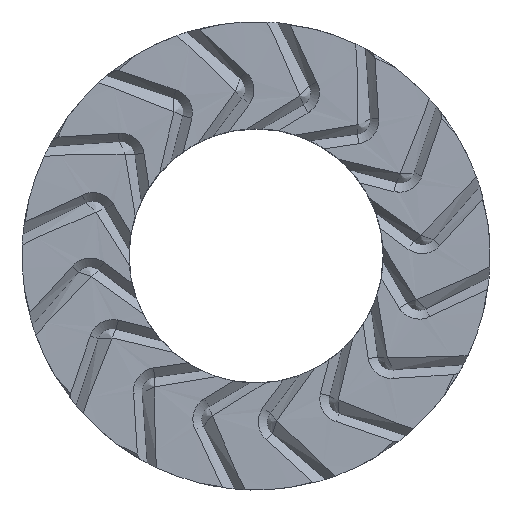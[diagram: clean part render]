
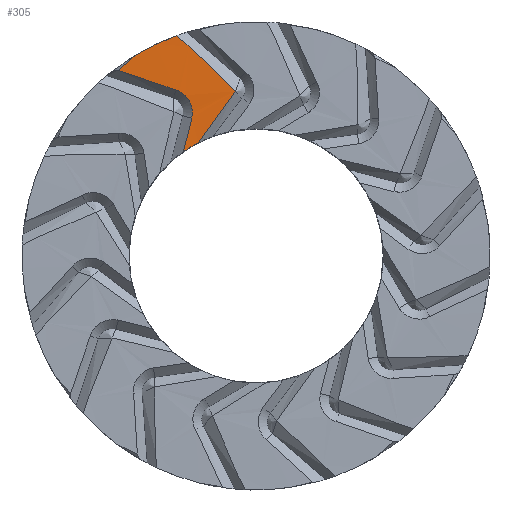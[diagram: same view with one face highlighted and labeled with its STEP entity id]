
A CAD part, top view. The second image highlights one B-rep face of the part: STEP entity #305.
In plain terms, the highlighted planar face has unit normal (0, 0, 1).
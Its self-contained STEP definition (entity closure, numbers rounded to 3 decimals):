
#305 = ADVANCED_FACE( '', ( #644 ), #645, .T. );
#644 = FACE_OUTER_BOUND( '', #1290, .T. );
#645 = PLANE( '', #1291 );
#1290 = EDGE_LOOP( '', ( #2205, #2206, #2207, #2208, #2209, #2210, #2211, #2212, #2213 ) );
#1291 = AXIS2_PLACEMENT_3D( '', #2214, #2215, #2216 );
#2205 = ORIENTED_EDGE( '', *, *, #2913, .F. );
#2206 = ORIENTED_EDGE( '', *, *, #2914, .F. );
#2207 = ORIENTED_EDGE( '', *, *, #2609, .T. );
#2208 = ORIENTED_EDGE( '', *, *, #2915, .T. );
#2209 = ORIENTED_EDGE( '', *, *, #2908, .F. );
#2210 = ORIENTED_EDGE( '', *, *, #2852, .T. );
#2211 = ORIENTED_EDGE( '', *, *, #2851, .T. );
#2212 = ORIENTED_EDGE( '', *, *, #2639, .F. );
#2213 = ORIENTED_EDGE( '', *, *, #2916, .F. );
#2214 = CARTESIAN_POINT( '', ( 0., 0., 0. ) );
#2215 = DIRECTION( '', ( 0., 0., 1. ) );
#2216 = DIRECTION( '', ( 1., 0., 0. ) );
#2609 = EDGE_CURVE( '', #3102, #3099, #3103, .F. );
#2639 = EDGE_CURVE( '', #3156, #3158, #3159, .F. );
#2851 = EDGE_CURVE( '', #3483, #3158, #3484, .T. );
#2852 = EDGE_CURVE( '', #3480, #3483, #3485, .T. );
#2908 = EDGE_CURVE( '', #3480, #3554, #3555, .T. );
#2913 = EDGE_CURVE( '', #3560, #3561, #3562, .F. );
#2914 = EDGE_CURVE( '', #3102, #3560, #3563, .F. );
#2915 = EDGE_CURVE( '', #3099, #3554, #3564, .F. );
#2916 = EDGE_CURVE( '', #3561, #3156, #3565, .F. );
#3099 = VERTEX_POINT( '', #3819 );
#3102 = VERTEX_POINT( '', #3822 );
#3103 = LINE( '', #3823, #3824 );
#3156 = VERTEX_POINT( '', #3879 );
#3158 = VERTEX_POINT( '', #3881 );
#3159 = CIRCLE( '', #3882, 4. );
#3480 = VERTEX_POINT( '', #4389 );
#3483 = VERTEX_POINT( '', #4395 );
#3484 = LINE( '', #4396, #4397 );
#3485 = B_SPLINE_CURVE_WITH_KNOTS( '', 1, ( #4398, #4399 ), .UNSPECIFIED., .F., .F., ( 2, 2 ), ( 0., 1. ), .UNSPECIFIED. );
#3554 = VERTEX_POINT( '', #4507 );
#3555 = LINE( '', #4508, #4509 );
#3560 = VERTEX_POINT( '', #4514 );
#3561 = VERTEX_POINT( '', #4515 );
#3562 = B_SPLINE_CURVE_WITH_KNOTS( '', 3, ( #4516, #4517, #4518, #4519 ), .UNSPECIFIED., .F., .F., ( 4, 4 ), ( 0., 0.293 ), .UNSPECIFIED. );
#3563 = B_SPLINE_CURVE_WITH_KNOTS( '', 3, ( #4520, #4521, #4522, #4523 ), .UNSPECIFIED., .F., .F., ( 4, 4 ), ( 0.293, 1. ), .UNSPECIFIED. );
#3564 = CIRCLE( '', #4524, 2.17 );
#3565 = LINE( '', #4525, #4526 );
#3819 = CARTESIAN_POINT( '', ( -1.241, 1.78, 0. ) );
#3822 = CARTESIAN_POINT( '', ( -1.099, 2.353, -0.004 ) );
#3823 = CARTESIAN_POINT( '', ( -1.093, 2.348, 0. ) );
#3824 = VECTOR( '', #4699, 1000. );
#3879 = CARTESIAN_POINT( '', ( -2.352, 3.17, 0. ) );
#3881 = CARTESIAN_POINT( '', ( -1.359, 3.762, 0. ) );
#3882 = AXIS2_PLACEMENT_3D( '', #4779, #4780, #4781 );
#4389 = CARTESIAN_POINT( '', ( -0.355, 2.812, 0. ) );
#4395 = CARTESIAN_POINT( '', ( -1.146, 3.582, -0.002 ) );
#4396 = CARTESIAN_POINT( '', ( -1.15, 3.58, 0. ) );
#4397 = VECTOR( '', #4945, 1000. );
#4398 = CARTESIAN_POINT( '', ( -0.372, 2.911, 0. ) );
#4399 = CARTESIAN_POINT( '', ( -1.14, 3.577, 0. ) );
#4507 = CARTESIAN_POINT( '', ( -0.986, 1.933, 0. ) );
#4508 = CARTESIAN_POINT( '', ( -1.557, 1.18, 0. ) );
#4509 = VECTOR( '', #4978, 1000. );
#4514 = CARTESIAN_POINT( '', ( -1.214, 2.743, 0.001 ) );
#4515 = CARTESIAN_POINT( '', ( -1.367, 2.832, 0.003 ) );
#4516 = CARTESIAN_POINT( '', ( -1.362, 2.832, 0.005 ) );
#4517 = CARTESIAN_POINT( '', ( -1.306, 2.814, 0.004 ) );
#4518 = CARTESIAN_POINT( '', ( -1.256, 2.783, 0.002 ) );
#4519 = CARTESIAN_POINT( '', ( -1.214, 2.743, 0.001 ) );
#4520 = CARTESIAN_POINT( '', ( -1.214, 2.743, 0.001 ) );
#4521 = CARTESIAN_POINT( '', ( -1.114, 2.647, -0.003 ) );
#4522 = CARTESIAN_POINT( '', ( -1.064, 2.497, -0.007 ) );
#4523 = CARTESIAN_POINT( '', ( -1.1, 2.359, -0.009 ) );
#4524 = AXIS2_PLACEMENT_3D( '', #4985, #4986, #4987 );
#4525 = CARTESIAN_POINT( '', ( 0.712, 2.135, 0. ) );
#4526 = VECTOR( '', #4988, 1000. );
#4699 = DIRECTION( '', ( 0.253, 0.967, 0. ) );
#4779 = CARTESIAN_POINT( '', ( 0., 0., 0. ) );
#4780 = DIRECTION( '', ( 0., 0., 1. ) );
#4781 = DIRECTION( '', ( 1., 0., 0. ) );
#4945 = DIRECTION( '', ( -0.755, 0.655, 0. ) );
#4978 = DIRECTION( '', ( -0.604, -0.797, 0. ) );
#4985 = CARTESIAN_POINT( '', ( 0., 0., 0. ) );
#4986 = DIRECTION( '', ( 0., 0., 1. ) );
#4987 = DIRECTION( '', ( 1., 0., 0. ) );
#4988 = DIRECTION( '', ( 0.949, -0.316, 0. ) );
